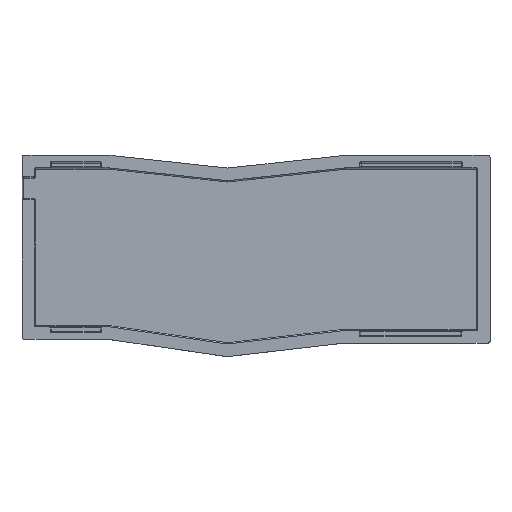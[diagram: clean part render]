
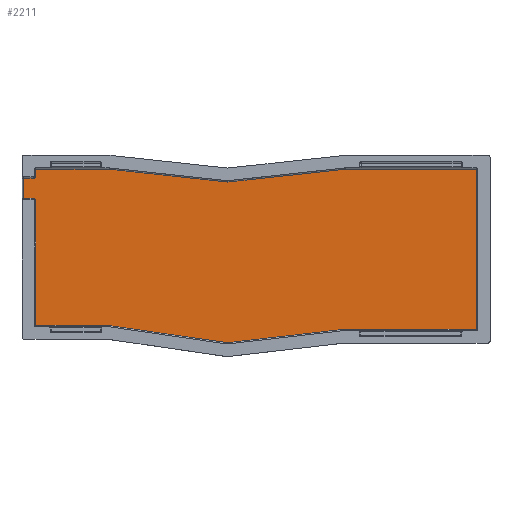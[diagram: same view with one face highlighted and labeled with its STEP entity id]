
A CAD part, top view. The second image highlights one B-rep face of the part: STEP entity #2211.
In plain terms, the highlighted planar face has unit normal (0, 0, 1).
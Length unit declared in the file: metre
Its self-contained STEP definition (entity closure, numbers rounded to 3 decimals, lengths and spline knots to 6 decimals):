
#170=CIRCLE('',#2424,0.002);
#171=CIRCLE('',#2425,0.002);
#172=CIRCLE('',#2426,0.002);
#173=CIRCLE('',#2427,0.002);
#174=CIRCLE('',#2428,0.002);
#475=ORIENTED_EDGE('',*,*,#1120,.T.);
#476=ORIENTED_EDGE('',*,*,#1121,.T.);
#477=ORIENTED_EDGE('',*,*,#1122,.F.);
#478=ORIENTED_EDGE('',*,*,#1123,.T.);
#479=ORIENTED_EDGE('',*,*,#1124,.T.);
#480=ORIENTED_EDGE('',*,*,#1125,.F.);
#481=ORIENTED_EDGE('',*,*,#1126,.T.);
#482=ORIENTED_EDGE('',*,*,#1127,.T.);
#483=ORIENTED_EDGE('',*,*,#1128,.T.);
#484=ORIENTED_EDGE('',*,*,#1129,.T.);
#485=ORIENTED_EDGE('',*,*,#1130,.F.);
#486=ORIENTED_EDGE('',*,*,#1131,.T.);
#487=ORIENTED_EDGE('',*,*,#1132,.T.);
#488=ORIENTED_EDGE('',*,*,#1133,.T.);
#489=ORIENTED_EDGE('',*,*,#1134,.F.);
#490=ORIENTED_EDGE('',*,*,#1135,.T.);
#491=ORIENTED_EDGE('',*,*,#1136,.T.);
#492=ORIENTED_EDGE('',*,*,#1137,.T.);
#493=ORIENTED_EDGE('',*,*,#1138,.F.);
#1120=EDGE_CURVE('',#1425,#1426,#1605,.F.);
#1121=EDGE_CURVE('',#1426,#1427,#1606,.F.);
#1122=EDGE_CURVE('',#1428,#1427,#170,.T.);
#1123=EDGE_CURVE('',#1428,#1429,#1607,.F.);
#1124=EDGE_CURVE('',#1429,#1430,#1608,.T.);
#1125=EDGE_CURVE('',#1431,#1430,#171,.T.);
#1126=EDGE_CURVE('',#1431,#1432,#1609,.F.);
#1127=EDGE_CURVE('',#1432,#1433,#1610,.F.);
#1128=EDGE_CURVE('',#1433,#1434,#1611,.F.);
#1129=EDGE_CURVE('',#1434,#1435,#1612,.F.);
#1130=EDGE_CURVE('',#1436,#1435,#172,.T.);
#1131=EDGE_CURVE('',#1436,#1437,#1613,.F.);
#1132=EDGE_CURVE('',#1437,#1438,#1614,.F.);
#1133=EDGE_CURVE('',#1438,#1439,#1615,.F.);
#1134=EDGE_CURVE('',#1440,#1439,#173,.T.);
#1135=EDGE_CURVE('',#1440,#1441,#1616,.T.);
#1136=EDGE_CURVE('',#1441,#1442,#1617,.T.);
#1137=EDGE_CURVE('',#1442,#1443,#1618,.F.);
#1138=EDGE_CURVE('',#1425,#1443,#174,.T.);
#1425=VERTEX_POINT('',#3750);
#1426=VERTEX_POINT('',#3751);
#1427=VERTEX_POINT('',#3753);
#1428=VERTEX_POINT('',#3755);
#1429=VERTEX_POINT('',#3757);
#1430=VERTEX_POINT('',#3759);
#1431=VERTEX_POINT('',#3761);
#1432=VERTEX_POINT('',#3763);
#1433=VERTEX_POINT('',#3765);
#1434=VERTEX_POINT('',#3767);
#1435=VERTEX_POINT('',#3769);
#1436=VERTEX_POINT('',#3771);
#1437=VERTEX_POINT('',#3773);
#1438=VERTEX_POINT('',#3775);
#1439=VERTEX_POINT('',#3777);
#1440=VERTEX_POINT('',#3779);
#1441=VERTEX_POINT('',#3781);
#1442=VERTEX_POINT('',#3783);
#1443=VERTEX_POINT('',#3785);
#1605=LINE('',#3749,#1794);
#1606=LINE('',#3752,#1795);
#1607=LINE('',#3756,#1796);
#1608=LINE('',#3758,#1797);
#1609=LINE('',#3762,#1798);
#1610=LINE('',#3764,#1799);
#1611=LINE('',#3766,#1800);
#1612=LINE('',#3768,#1801);
#1613=LINE('',#3772,#1802);
#1614=LINE('',#3774,#1803);
#1615=LINE('',#3776,#1804);
#1616=LINE('',#3780,#1805);
#1617=LINE('',#3782,#1806);
#1618=LINE('',#3784,#1807);
#1794=VECTOR('',#2918,1.);
#1795=VECTOR('',#2919,1.);
#1796=VECTOR('',#2922,1.);
#1797=VECTOR('',#2923,1.);
#1798=VECTOR('',#2926,1.);
#1799=VECTOR('',#2927,1.);
#1800=VECTOR('',#2928,1.);
#1801=VECTOR('',#2929,1.);
#1802=VECTOR('',#2932,1.);
#1803=VECTOR('',#2933,1.);
#1804=VECTOR('',#2934,1.);
#1805=VECTOR('',#2937,1.);
#1806=VECTOR('',#2938,1.);
#1807=VECTOR('',#2939,1.);
#1889=EDGE_LOOP('',(#475,#476,#477,#478,#479,#480,#481,#482,#483,#484,#485,
#486,#487,#488,#489,#490,#491,#492,#493));
#2029=FACE_BOUND('',#1889,.T.);
#2169=PLANE('',#2423);
#2211=ADVANCED_FACE('',(#2029),#2169,.T.);
#2423=AXIS2_PLACEMENT_3D('',#3748,#2916,#2917);
#2424=AXIS2_PLACEMENT_3D('',#3754,#2920,#2921);
#2425=AXIS2_PLACEMENT_3D('',#3760,#2924,#2925);
#2426=AXIS2_PLACEMENT_3D('',#3770,#2930,#2931);
#2427=AXIS2_PLACEMENT_3D('',#3778,#2935,#2936);
#2428=AXIS2_PLACEMENT_3D('',#3786,#2940,#2941);
#2916=DIRECTION('',(0.,0.,1.));
#2917=DIRECTION('',(1.,0.,0.));
#2918=DIRECTION('',(0.,1.,0.));
#2919=DIRECTION('',(-1.,0.,0.));
#2920=DIRECTION('',(0.,0.,1.));
#2921=DIRECTION('',(1.,0.,0.));
#2922=DIRECTION('',(-0.99,0.144,0.));
#2923=DIRECTION('',(0.993,0.114,0.));
#2924=DIRECTION('',(0.,0.,1.));
#2925=DIRECTION('',(1.,0.,0.));
#2926=DIRECTION('',(-1.,0.,0.));
#2927=DIRECTION('',(0.,-1.,0.));
#2928=DIRECTION('',(1.,0.,0.));
#2929=DIRECTION('',(0.994,0.109,0.));
#2930=DIRECTION('',(0.,0.,1.));
#2931=DIRECTION('',(1.,0.,0.));
#2932=DIRECTION('',(0.994,-0.107,0.));
#2933=DIRECTION('',(1.,0.,0.));
#2934=DIRECTION('',(0.,1.,0.));
#2935=DIRECTION('',(0.,0.,1.));
#2936=DIRECTION('',(1.,0.,0.));
#2937=DIRECTION('',(-1.,0.,0.));
#2938=DIRECTION('',(0.,-1.,0.));
#2939=DIRECTION('',(-1.,0.,0.));
#2940=DIRECTION('',(0.,0.,1.));
#2941=DIRECTION('',(1.,0.,0.));
#3748=CARTESIAN_POINT('',(0.202335,0.014268,0.005));
#3749=CARTESIAN_POINT('',(0.030504,0.014268,0.005));
#3750=CARTESIAN_POINT('',(0.030504,0.057362,0.005));
#3751=CARTESIAN_POINT('',(0.030504,-0.039888,0.005));
#3752=CARTESIAN_POINT('',(0.202335,-0.039888,0.005));
#3753=CARTESIAN_POINT('',(0.087171,-0.039888,0.005));
#3754=CARTESIAN_POINT('',(0.087171,-0.041888,0.005));
#3755=CARTESIAN_POINT('',(0.08746,-0.039909,0.005));
#3756=CARTESIAN_POINT('',(0.192198,-0.055195,0.005));
#3757=CARTESIAN_POINT('',(0.179771,-0.053381,0.005));
#3758=CARTESIAN_POINT('',(0.271156,-0.042894,0.005));
#3759=CARTESIAN_POINT('',(0.271099,-0.042901,0.005));
#3760=CARTESIAN_POINT('',(0.271327,-0.044888,0.005));
#3761=CARTESIAN_POINT('',(0.271327,-0.042888,0.005));
#3762=CARTESIAN_POINT('',(0.202335,-0.042888,0.005));
#3763=CARTESIAN_POINT('',(0.374167,-0.042888,0.005));
#3764=CARTESIAN_POINT('',(0.374167,0.014268,0.005));
#3765=CARTESIAN_POINT('',(0.374167,0.082007,0.005));
#3766=CARTESIAN_POINT('',(0.202335,0.082007,0.005));
#3767=CARTESIAN_POINT('',(0.271807,0.082007,0.005));
#3768=CARTESIAN_POINT('',(0.19584,0.073704,0.005));
#3769=CARTESIAN_POINT('',(0.18048,0.072026,0.005));
#3770=CARTESIAN_POINT('',(0.180263,0.074014,0.005));
#3771=CARTESIAN_POINT('',(0.180048,0.072025,0.005));
#3772=CARTESIAN_POINT('',(0.20825,0.068977,0.005));
#3773=CARTESIAN_POINT('',(0.087721,0.082007,0.005));
#3774=CARTESIAN_POINT('',(0.202335,0.082007,0.005));
#3775=CARTESIAN_POINT('',(0.030504,0.082007,0.005));
#3776=CARTESIAN_POINT('',(0.030504,0.014268,0.005));
#3777=CARTESIAN_POINT('',(0.030504,0.077007,0.005));
#3778=CARTESIAN_POINT('',(0.028504,0.077007,0.005));
#3779=CARTESIAN_POINT('',(0.028504,0.075007,0.005));
#3780=CARTESIAN_POINT('',(0.019704,0.075007,0.005));
#3781=CARTESIAN_POINT('',(0.020704,0.075007,0.005));
#3782=CARTESIAN_POINT('',(0.020704,0.058362,0.005));
#3783=CARTESIAN_POINT('',(0.020704,0.059362,0.005));
#3784=CARTESIAN_POINT('',(0.202335,0.059362,0.005));
#3785=CARTESIAN_POINT('',(0.028504,0.059362,0.005));
#3786=CARTESIAN_POINT('',(0.028504,0.057362,0.005));
